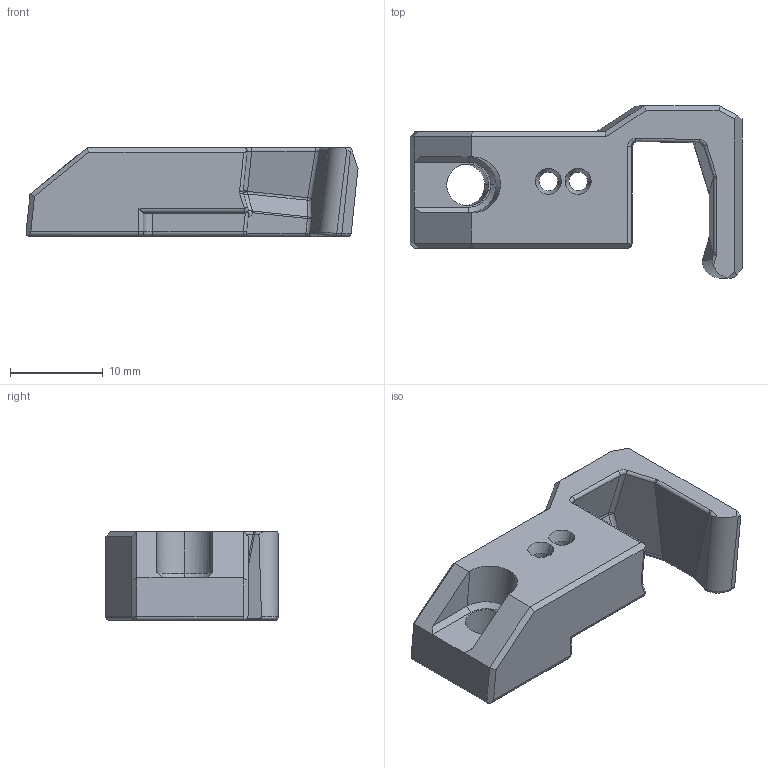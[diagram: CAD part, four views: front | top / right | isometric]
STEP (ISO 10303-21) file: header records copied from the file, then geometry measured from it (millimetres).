
FILE_DESCRIPTION (( 'STEP AP214' ), '1' );
FILE_NAME ('Printed_Part_for_CAN_Cable_v1.121.STEP', '2023-12-19T07:11:25', ( 'Windows User' ), ( 'P R C' ), 'SwSTEP 2.0', 'SolidWorks 2023', '' );
FILE_SCHEMA (( 'AUTOMOTIVE_DESIGN' ));
Length unit declared in the file: millimetre
Products named in the file (1): Printed_Part_for_CAN_Cable_v1.121
Bounding box: 35.75 x 18.52 x 9.55 mm (x, y, z)
Volume: 2920.8 mm3; surface area: 2001.2 mm2
Topology: 1 solids, 1 shells, 134 faces, 348 edges, 212 vertices
Faces by surface type: cylinder 54, plane 43, bspline 23, torus 5, sphere 5, cone 4
Entity records: 5073 total; most frequent: CARTESIAN_POINT 2079, ORIENTED_EDGE 688, DIRECTION 550, EDGE_CURVE 344, VERTEX_POINT 211, AXIS2_PLACEMENT_3D 190, VECTOR 170, LINE 170
